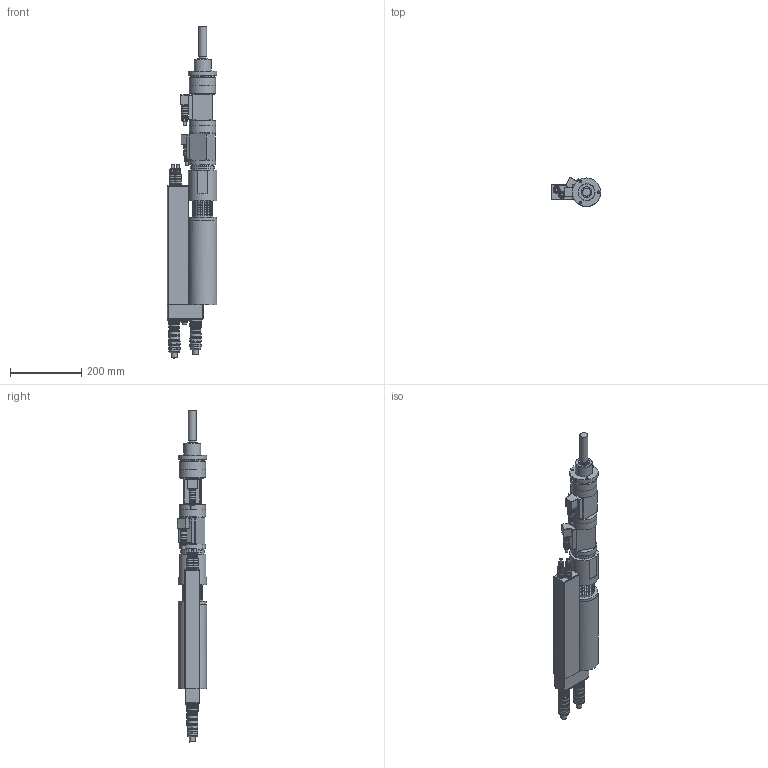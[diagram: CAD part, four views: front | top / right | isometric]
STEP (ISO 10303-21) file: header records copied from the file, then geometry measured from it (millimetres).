
FILE_DESCRIPTION((''),'2;1');
FILE_NAME('947578A5.stp','2011-03-25T14:00:55',('e4c32'),(''),'Autodesk Inventor 11','Autodesk Inventor 11','');
FILE_SCHEMA(('AUTOMOTIVE_DESIGN { 1 0 10303 214 1 1 1 1 }'));
Length unit declared in the file: millimetre
Products named in the file (7): 3K2B-3ZB; 3ZB_IPT_001.ipt_Gerader Abtrieb; 3KXB_IPT_001; 3BTS-3BXA_IPT_001.ipt_Motor und Getriebe; 961089-002_IPT_002.ipt_Stecker gerade; 961104-005_IPT_002.ipt_Stecker gerade; 961104-005_IPT_001.ipt_Stecker gerade
Assembly tree (10 placements, depth 2):
  3K2B-3ZB
    3ZB_IPT_001.ipt_Gerader Abtrieb
    3KXB_IPT_001  x2
    3BTS-3BXA_IPT_001.ipt_Motor und Getriebe
    961089-002_IPT_002.ipt_Stecker gerade  x4
    961104-005_IPT_002.ipt_Stecker gerade
    961104-005_IPT_001.ipt_Stecker gerade
Bounding box: 139.38 x 82.22 x 934.8 mm (x, y, z)
Volume: 4120733 mm3; surface area: 384218 mm2
Topology: 10 solids, 10 shells, 965 faces, 2221 edges, 1402 vertices
Faces by surface type: plane 629, cylinder 266, cone 45, torus 22, bspline 3
Full cylindrical faces by diameter (mm): 5.5 x4, 8 x4, 12 x1, 13 x1, 13.4 x4, 13.5 x2, 14 x20, 14.2 x4, 15.5 x2, 16 x13, 16.5 x2, 17.5 x2, 17.587 x8, 18 x7, 18.7 x8, 20 x6, 21.5 x1, 22.5 x2, 22.8 x1, 24 x1, 25 x1, 25.5 x1, 26.4 x1, 27.047 x1, 28 x2, 28.5 x1, 29 x1, 29.4 x3, 29.5 x2, 29.8 x4
Entity records: 21707 total; most frequent: CARTESIAN_POINT 4250, DIRECTION 3547, ORIENTED_EDGE 3436, EDGE_CURVE 1718, AXIS2_PLACEMENT_3D 1274, VERTEX_POINT 1176, EDGE_LOOP 1032, VECTOR 999
